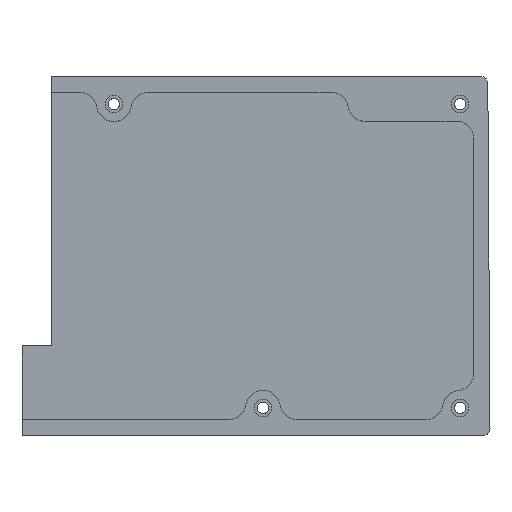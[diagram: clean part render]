
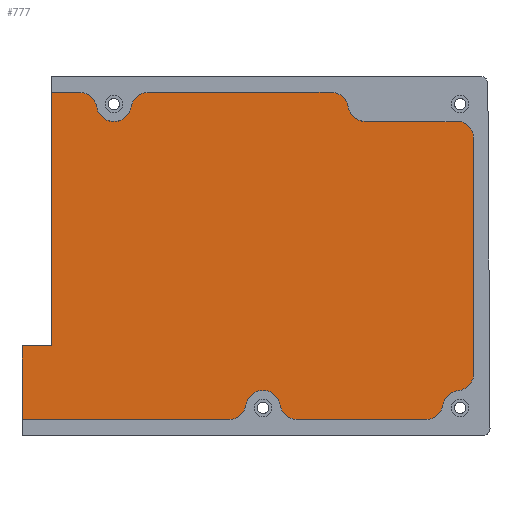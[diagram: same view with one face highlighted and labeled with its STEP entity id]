
A CAD part, top view. The second image highlights one B-rep face of the part: STEP entity #777.
In plain terms, the highlighted planar face has unit normal (0, 0, 1).
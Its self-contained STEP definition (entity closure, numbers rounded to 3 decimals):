
#55=CIRCLE('',#825,6.);
#56=CIRCLE('',#826,6.);
#57=CIRCLE('',#827,6.);
#58=CIRCLE('',#828,6.);
#59=CIRCLE('',#829,6.);
#60=CIRCLE('',#830,6.);
#61=CIRCLE('',#831,6.);
#62=CIRCLE('',#832,6.);
#63=CIRCLE('',#833,6.);
#64=CIRCLE('',#834,6.);
#65=CIRCLE('',#835,6.);
#66=CIRCLE('',#836,6.);
#67=CIRCLE('',#837,6.);
#68=CIRCLE('',#838,6.);
#107=FACE_OUTER_BOUND('',#151,.T.);
#151=EDGE_LOOP('',(#547,#548,#549,#550,#551,#552,#553,#554,#555,#556,#557,
#558,#559,#560,#561,#562,#563,#564,#565,#566,#567,#568,#569));
#208=LINE('',#1183,#274);
#209=LINE('',#1186,#275);
#212=LINE('',#1192,#278);
#219=LINE('',#1206,#285);
#222=LINE('',#1214,#288);
#223=LINE('',#1222,#289);
#224=LINE('',#1230,#290);
#225=LINE('',#1236,#291);
#226=LINE('',#1242,#292);
#274=VECTOR('',#924,10.);
#275=VECTOR('',#927,10.);
#278=VECTOR('',#932,10.);
#285=VECTOR('',#941,10.);
#288=VECTOR('',#948,10.);
#289=VECTOR('',#955,10.);
#290=VECTOR('',#962,10.);
#291=VECTOR('',#967,10.);
#292=VECTOR('',#972,10.);
#336=VERTEX_POINT('',#1173);
#340=VERTEX_POINT('',#1181);
#341=VERTEX_POINT('',#1185);
#343=VERTEX_POINT('',#1191);
#349=VERTEX_POINT('',#1205);
#351=VERTEX_POINT('',#1211);
#352=VERTEX_POINT('',#1213);
#353=VERTEX_POINT('',#1215);
#354=VERTEX_POINT('',#1217);
#355=VERTEX_POINT('',#1219);
#356=VERTEX_POINT('',#1221);
#357=VERTEX_POINT('',#1223);
#358=VERTEX_POINT('',#1225);
#359=VERTEX_POINT('',#1227);
#360=VERTEX_POINT('',#1229);
#361=VERTEX_POINT('',#1231);
#362=VERTEX_POINT('',#1233);
#363=VERTEX_POINT('',#1235);
#364=VERTEX_POINT('',#1237);
#365=VERTEX_POINT('',#1239);
#366=VERTEX_POINT('',#1241);
#367=VERTEX_POINT('',#1243);
#368=VERTEX_POINT('',#1245);
#416=EDGE_CURVE('',#336,#340,#208,.T.);
#417=EDGE_CURVE('',#340,#341,#209,.T.);
#420=EDGE_CURVE('',#341,#343,#212,.T.);
#427=EDGE_CURVE('',#336,#349,#219,.T.);
#430=EDGE_CURVE('',#343,#351,#55,.T.);
#431=EDGE_CURVE('',#352,#351,#222,.T.);
#432=EDGE_CURVE('',#352,#353,#56,.T.);
#433=EDGE_CURVE('',#354,#353,#57,.T.);
#434=EDGE_CURVE('',#354,#355,#58,.T.);
#435=EDGE_CURVE('',#356,#355,#223,.T.);
#436=EDGE_CURVE('',#356,#357,#59,.T.);
#437=EDGE_CURVE('',#358,#357,#60,.T.);
#438=EDGE_CURVE('',#358,#359,#61,.T.);
#439=EDGE_CURVE('',#360,#359,#224,.T.);
#440=EDGE_CURVE('',#360,#361,#62,.T.);
#441=EDGE_CURVE('',#362,#361,#63,.T.);
#442=EDGE_CURVE('',#362,#363,#225,.T.);
#443=EDGE_CURVE('',#363,#364,#64,.T.);
#444=EDGE_CURVE('',#364,#365,#65,.T.);
#445=EDGE_CURVE('',#366,#365,#226,.T.);
#446=EDGE_CURVE('',#366,#367,#66,.T.);
#447=EDGE_CURVE('',#368,#367,#67,.T.);
#448=EDGE_CURVE('',#368,#349,#68,.T.);
#547=ORIENTED_EDGE('',*,*,#416,.T.);
#548=ORIENTED_EDGE('',*,*,#417,.T.);
#549=ORIENTED_EDGE('',*,*,#420,.T.);
#550=ORIENTED_EDGE('',*,*,#430,.T.);
#551=ORIENTED_EDGE('',*,*,#431,.F.);
#552=ORIENTED_EDGE('',*,*,#432,.T.);
#553=ORIENTED_EDGE('',*,*,#433,.F.);
#554=ORIENTED_EDGE('',*,*,#434,.T.);
#555=ORIENTED_EDGE('',*,*,#435,.F.);
#556=ORIENTED_EDGE('',*,*,#436,.T.);
#557=ORIENTED_EDGE('',*,*,#437,.F.);
#558=ORIENTED_EDGE('',*,*,#438,.T.);
#559=ORIENTED_EDGE('',*,*,#439,.F.);
#560=ORIENTED_EDGE('',*,*,#440,.T.);
#561=ORIENTED_EDGE('',*,*,#441,.F.);
#562=ORIENTED_EDGE('',*,*,#442,.T.);
#563=ORIENTED_EDGE('',*,*,#443,.T.);
#564=ORIENTED_EDGE('',*,*,#444,.T.);
#565=ORIENTED_EDGE('',*,*,#445,.F.);
#566=ORIENTED_EDGE('',*,*,#446,.T.);
#567=ORIENTED_EDGE('',*,*,#447,.F.);
#568=ORIENTED_EDGE('',*,*,#448,.T.);
#569=ORIENTED_EDGE('',*,*,#427,.F.);
#757=PLANE('',#824);
#777=ADVANCED_FACE('',(#107),#757,.T.);
#824=AXIS2_PLACEMENT_3D('',#1210,#944,#945);
#825=AXIS2_PLACEMENT_3D('',#1212,#946,#947);
#826=AXIS2_PLACEMENT_3D('',#1216,#949,#950);
#827=AXIS2_PLACEMENT_3D('',#1218,#951,#952);
#828=AXIS2_PLACEMENT_3D('',#1220,#953,#954);
#829=AXIS2_PLACEMENT_3D('',#1224,#956,#957);
#830=AXIS2_PLACEMENT_3D('',#1226,#958,#959);
#831=AXIS2_PLACEMENT_3D('',#1228,#960,#961);
#832=AXIS2_PLACEMENT_3D('',#1232,#963,#964);
#833=AXIS2_PLACEMENT_3D('',#1234,#965,#966);
#834=AXIS2_PLACEMENT_3D('',#1238,#968,#969);
#835=AXIS2_PLACEMENT_3D('',#1240,#970,#971);
#836=AXIS2_PLACEMENT_3D('',#1244,#973,#974);
#837=AXIS2_PLACEMENT_3D('',#1246,#975,#976);
#838=AXIS2_PLACEMENT_3D('',#1247,#977,#978);
#924=DIRECTION('',(0.,-1.,0.));
#927=DIRECTION('',(-1.,0.,0.));
#932=DIRECTION('',(0.,-1.,0.));
#941=DIRECTION('',(1.,0.,0.));
#944=DIRECTION('center_axis',(0.,0.,1.));
#945=DIRECTION('ref_axis',(-1.,0.,0.));
#946=DIRECTION('center_axis',(0.,0.,1.));
#947=DIRECTION('ref_axis',(-0.707,-0.707,0.));
#948=DIRECTION('',(-1.,0.,0.));
#949=DIRECTION('center_axis',(0.,0.,1.));
#950=DIRECTION('ref_axis',(0.,1.,0.));
#951=DIRECTION('center_axis',(0.,0.,1.));
#952=DIRECTION('ref_axis',(-1.,0.,0.));
#953=DIRECTION('center_axis',(0.,0.,1.));
#954=DIRECTION('ref_axis',(0.,1.,0.));
#955=DIRECTION('',(-1.,0.,0.));
#956=DIRECTION('center_axis',(0.,0.,1.));
#957=DIRECTION('ref_axis',(0.,1.,0.));
#958=DIRECTION('center_axis',(0.,0.,1.));
#959=DIRECTION('ref_axis',(-1.,0.,0.));
#960=DIRECTION('center_axis',(0.,0.,1.));
#961=DIRECTION('ref_axis',(0.109,-0.994,0.));
#962=DIRECTION('',(0.,-1.,0.));
#963=DIRECTION('center_axis',(0.,0.,1.));
#964=DIRECTION('ref_axis',(0.237,0.971,0.));
#965=DIRECTION('center_axis',(0.,0.,1.));
#966=DIRECTION('ref_axis',(-1.,0.,0.));
#967=DIRECTION('',(-1.,0.,0.));
#968=DIRECTION('center_axis',(0.,0.,-1.));
#969=DIRECTION('ref_axis',(-1.,0.,0.));
#970=DIRECTION('center_axis',(0.,0.,1.));
#971=DIRECTION('ref_axis',(0.,-1.,0.));
#972=DIRECTION('',(1.,0.,0.));
#973=DIRECTION('center_axis',(0.,0.,1.));
#974=DIRECTION('ref_axis',(0.,-1.,0.));
#975=DIRECTION('center_axis',(0.,0.,1.));
#976=DIRECTION('ref_axis',(-1.,0.,0.));
#977=DIRECTION('center_axis',(0.,0.,1.));
#978=DIRECTION('ref_axis',(0.,-1.,0.));
#1173=CARTESIAN_POINT('',(153.9,0.,1.));
#1181=CARTESIAN_POINT('',(153.9,-87.,1.));
#1183=CARTESIAN_POINT('',(153.9,-25.325,1.));
#1185=CARTESIAN_POINT('',(143.9,-87.,1.));
#1186=CARTESIAN_POINT('',(143.426,-87.,1.));
#1191=CARTESIAN_POINT('',(143.9,-112.273,1.));
#1192=CARTESIAN_POINT('',(143.9,-71.575,1.));
#1205=CARTESIAN_POINT('',(163.618,0.,1.));
#1206=CARTESIAN_POINT('',(-26.193,0.,1.));
#1210=CARTESIAN_POINT('Origin',(132.952,-56.15,1.));
#1211=CARTESIAN_POINT('',(144.465,-112.3,1.));
#1212=CARTESIAN_POINT('Origin',(144.465,-106.3,1.));
#1213=CARTESIAN_POINT('',(214.79,-112.3,1.));
#1214=CARTESIAN_POINT('',(-28.325,-112.3,1.));
#1215=CARTESIAN_POINT('',(220.706,-107.3,1.));
#1216=CARTESIAN_POINT('Origin',(214.79,-106.3,1.));
#1217=CARTESIAN_POINT('',(232.538,-107.3,1.));
#1218=CARTESIAN_POINT('Origin',(226.622,-108.3,1.));
#1219=CARTESIAN_POINT('',(238.454,-112.3,1.));
#1220=CARTESIAN_POINT('Origin',(238.454,-106.3,1.));
#1221=CARTESIAN_POINT('',(282.423,-112.3,1.));
#1222=CARTESIAN_POINT('',(-28.325,-112.3,1.));
#1223=CARTESIAN_POINT('',(288.339,-107.3,1.));
#1224=CARTESIAN_POINT('Origin',(282.423,-106.3,1.));
#1225=CARTESIAN_POINT('',(293.603,-102.336,1.));
#1226=CARTESIAN_POINT('Origin',(294.255,-108.3,1.));
#1227=CARTESIAN_POINT('',(298.907,-97.099,1.));
#1228=CARTESIAN_POINT('Origin',(292.951,-96.371,1.));
#1229=CARTESIAN_POINT('',(298.907,-15.828,1.));
#1230=CARTESIAN_POINT('',(298.907,-97.099,1.));
#1231=CARTESIAN_POINT('',(294.331,-10.,1.));
#1232=CARTESIAN_POINT('Origin',(292.907,-15.828,1.));
#1233=CARTESIAN_POINT('',(294.255,-10.,1.));
#1234=CARTESIAN_POINT('Origin',(294.255,-4.,1.));
#1235=CARTESIAN_POINT('',(261.798,-10.,1.));
#1236=CARTESIAN_POINT('',(197.375,-10.,1.));
#1237=CARTESIAN_POINT('',(255.882,-5.,1.));
#1238=CARTESIAN_POINT('Origin',(261.798,-4.,1.));
#1239=CARTESIAN_POINT('',(249.966,0.,1.));
#1240=CARTESIAN_POINT('Origin',(249.966,-6.,1.));
#1241=CARTESIAN_POINT('',(187.282,0.,1.));
#1242=CARTESIAN_POINT('',(-26.193,0.,1.));
#1243=CARTESIAN_POINT('',(181.366,-5.,1.));
#1244=CARTESIAN_POINT('Origin',(187.282,-6.,1.));
#1245=CARTESIAN_POINT('',(169.534,-5.,1.));
#1246=CARTESIAN_POINT('Origin',(175.45,-4.,1.));
#1247=CARTESIAN_POINT('Origin',(163.618,-6.,1.));
